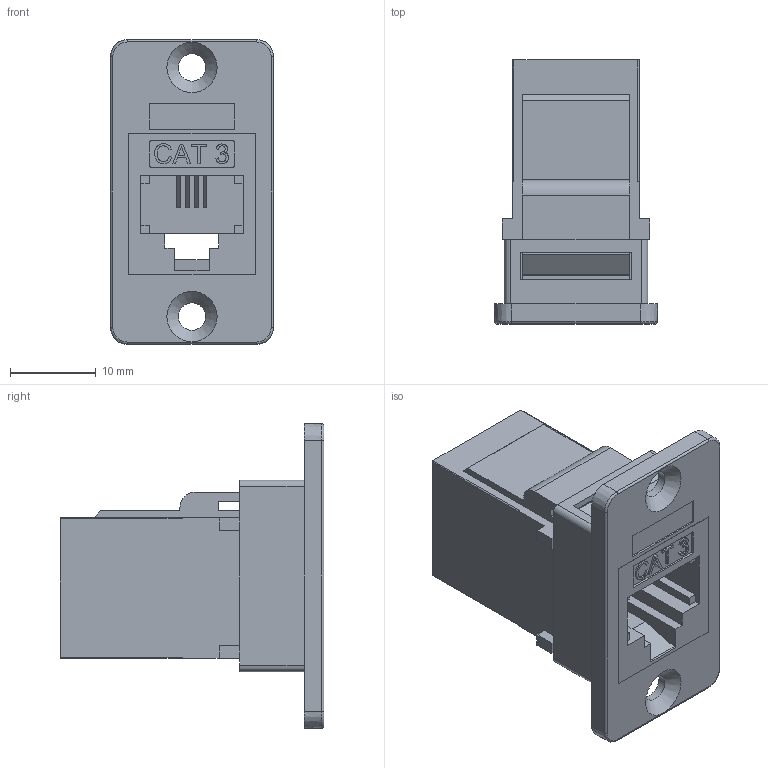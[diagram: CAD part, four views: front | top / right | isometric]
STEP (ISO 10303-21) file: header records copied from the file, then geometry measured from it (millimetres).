
FILE_DESCRIPTION(/* description */ (''),/* implementation_level */ '2;1');
FILE_NAME(/* name */ 'CP30623 RJ11 csk.stp',/* time_stamp */ '2021-03-26T10:44:32+00:00',/* author */ ('tottley'),/* organization */ (''),/* preprocessor_version */ 'ST-DEVELOPER v18',/* originating_system */ 'Autodesk Inventor 2020',/* authorisation */ '');
FILE_SCHEMA (('AUTOMOTIVE_DESIGN { 1 0 10303 214 3 1 1 }'));
Length unit declared in the file: millimetre
Products named in the file (1): Part2
Bounding box: 19 x 30.7 x 35.5 mm (x, y, z)
Volume: 6642.1 mm3; surface area: 6663.1 mm2
Topology: 1 solids, 3 shells, 359 faces, 1003 edges, 658 vertices
Faces by surface type: plane 265, bspline 59, cylinder 25, cone 6, torus 4
Full cylindrical faces by diameter (mm): 3.2 x2
Entity records: 11869 total; most frequent: CARTESIAN_POINT 2807, ORIENTED_EDGE 2006, DIRECTION 1555, EDGE_CURVE 1003, LINE 817, VECTOR 817, VERTEX_POINT 658, EDGE_LOOP 405
